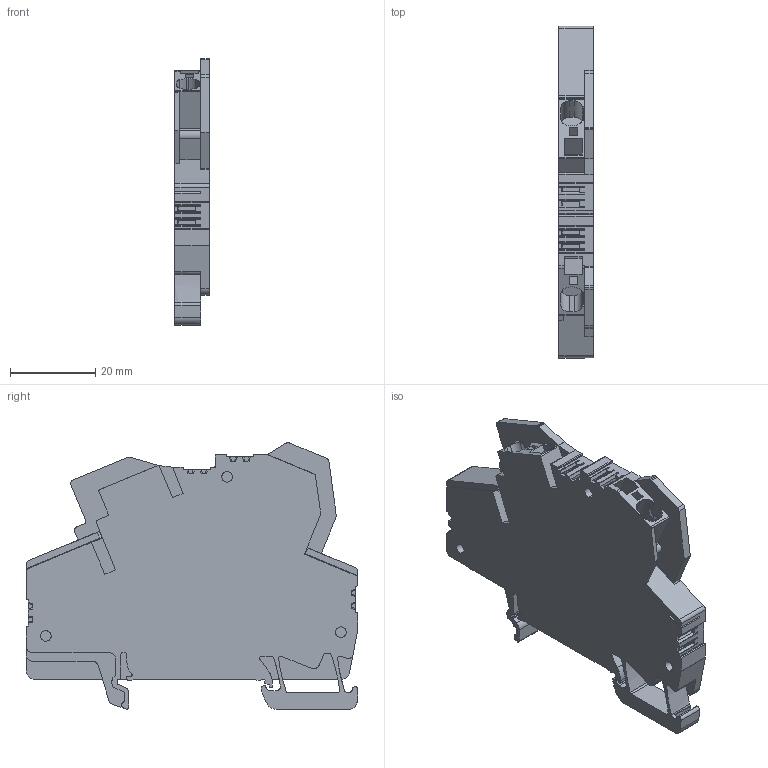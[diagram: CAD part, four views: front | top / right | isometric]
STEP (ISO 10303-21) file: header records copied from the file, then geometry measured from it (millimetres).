
FILE_DESCRIPTION(('CATIA V5R22 STEP214','CAx-IF Rec.Pracs.--- Model Styling and Organization---1.4--- 2014-01-23'),'2;1');
FILE_NAME ('D1448615_1', '2021-03-23T13:26:06+00:00', ('Weidmueller Interface'), ('Weidmueller'), 'CATIA Version 5-6 Release 2016 SP3 HF44', 'CATIA V5 STEP AP214', 'none');
FILE_SCHEMA(('AUTOMOTIVE_DESIGN { 1 0 10303 214 1 1 1 1 }'));
Length unit declared in the file: millimetre
Products named in the file (1): 1119700000
Bounding box: 8.1 x 77.88 x 62.53 mm (x, y, z)
Volume: 23911.5 mm3; surface area: 13252.9 mm2
Topology: 1 solids, 4 shells, 612 faces, 1912 edges, 1317 vertices
Faces by surface type: plane 374, cylinder 218, bspline 12, cone 8
Entity records: 23441 total; most frequent: CARTESIAN_POINT 6469, ORIENTED_EDGE 3808, DIRECTION 2763, EDGE_CURVE 1904, VERTEX_POINT 1313, VECTOR 1232, LINE 1232, AXIS2_PLACEMENT_3D 932
